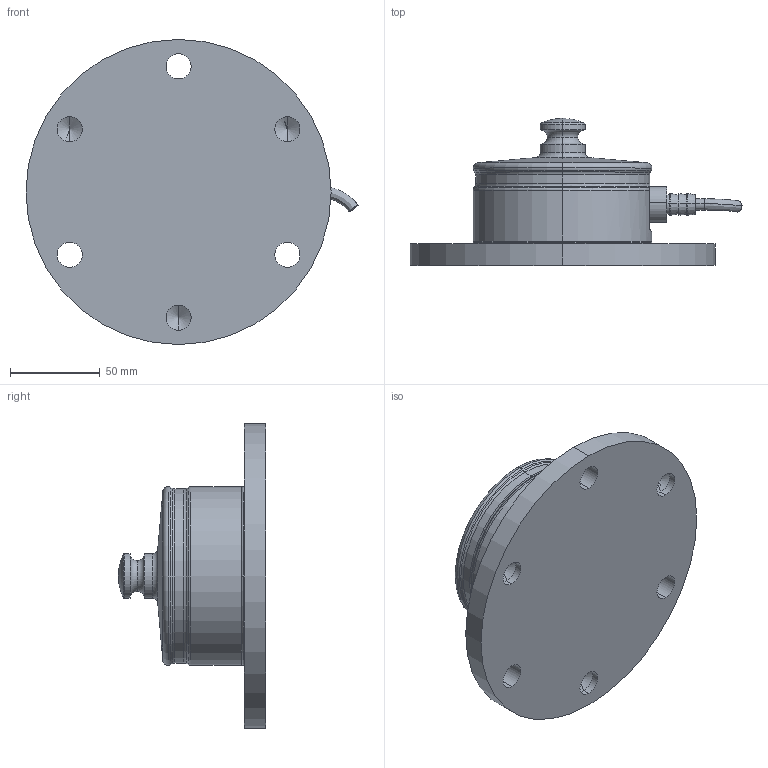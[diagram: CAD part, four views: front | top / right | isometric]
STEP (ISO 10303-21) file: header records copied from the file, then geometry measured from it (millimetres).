
FILE_DESCRIPTION (( 'STEP AP214' ), '1' );
FILE_NAME ('1002 DLC 170.step', '2020-01-22T15:10:44', ( '' ), ( '' ), 'SwSTEP 2.0', 'SolidWorks 2019', '' );
FILE_SCHEMA (( 'AUTOMOTIVE_DESIGN' ));
Length unit declared in the file: millimetre
Products named in the file (7): Membran CL; El Tilgang; 1002 DLC 170; O-Ring ø95; DLC Load cell; DLC base w lock 170; DLC Load cell ass
Assembly tree (6 placements, depth 3):
  1002 DLC 170
    DLC Load cell ass
      DLC Load cell
      El Tilgang
      Membran CL
      O-Ring ø95
    DLC base w lock 170
Bounding box: 184.96 x 82 x 170 mm (x, y, z)
Volume: 486040.3 mm3; surface area: 115337.4 mm2
Topology: 5 solids, 5 shells, 219 faces, 532 edges, 331 vertices
Faces by surface type: cylinder 131, plane 35, torus 30, cone 21, bspline 2
Entity records: 7044 total; most frequent: CARTESIAN_POINT 1336, DIRECTION 1315, ORIENTED_EDGE 1048, AXIS2_PLACEMENT_3D 575, EDGE_CURVE 524, CIRCLE 348, VERTEX_POINT 331, EDGE_LOOP 247
